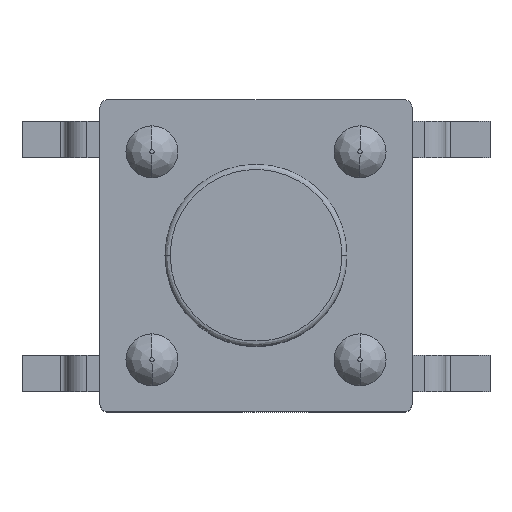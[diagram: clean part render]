
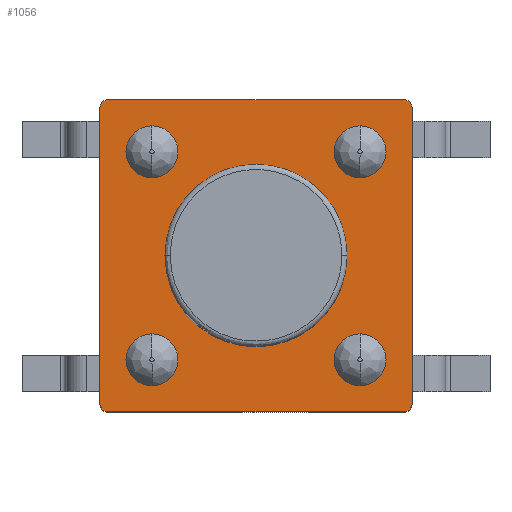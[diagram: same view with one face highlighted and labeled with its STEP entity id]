
A CAD part, top view. The second image highlights one B-rep face of the part: STEP entity #1056.
In plain terms, the highlighted planar face has unit normal (0, 0, 1).
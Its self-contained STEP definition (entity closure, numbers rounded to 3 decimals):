
#57 = EDGE_CURVE ( 'NONE', #4266, #2601, #4455, .T. ) ;
#68 = DIRECTION ( 'NONE',  ( 1., 0., 0. ) ) ;
#225 = EDGE_LOOP ( 'NONE', ( #953, #2731, #4017, #3291, #3438, #1361, #3728, #4797 ) ) ;
#268 = DIRECTION ( 'NONE',  ( 0., 0., 1. ) ) ;
#440 = EDGE_CURVE ( 'NONE', #2601, #1500, #2506, .T. ) ;
#470 = EDGE_CURVE ( 'NONE', #839, #4266, #1981, .T. ) ;
#506 = AXIS2_PLACEMENT_3D ( 'NONE', #3595, #3581, #3227 ) ;
#540 = CARTESIAN_POINT ( 'NONE',  ( -3., -2.85, 3.45 ) ) ;
#825 = CARTESIAN_POINT ( 'NONE',  ( -2.85, 3., 3.45 ) ) ;
#828 = AXIS2_PLACEMENT_3D ( 'NONE', #2877, #2525, #68 ) ;
#836 = LINE ( 'NONE', #1974, #2512 ) ;
#839 = VERTEX_POINT ( 'NONE', #1491 ) ;
#953 = ORIENTED_EDGE ( 'NONE', *, *, #57, .T. ) ;
#1056 = ADVANCED_FACE ( 'NONE', ( #1738 ), #1290, .T. ) ;
#1069 = CARTESIAN_POINT ( 'NONE',  ( -2.85, 2.85, 3.45 ) ) ;
#1184 = VERTEX_POINT ( 'NONE', #825 ) ;
#1249 = AXIS2_PLACEMENT_3D ( 'NONE', #1069, #2660, #3806 ) ;
#1280 = EDGE_CURVE ( 'NONE', #2439, #839, #3985, .T. ) ;
#1290 = PLANE ( 'NONE',  #828 ) ;
#1361 = ORIENTED_EDGE ( 'NONE', *, *, #2998, .T. ) ;
#1491 = CARTESIAN_POINT ( 'NONE',  ( 2.85, -3., 3.45 ) ) ;
#1500 = VERTEX_POINT ( 'NONE', #3384 ) ;
#1536 = EDGE_CURVE ( 'NONE', #1500, #1184, #836, .T. ) ;
#1588 = DIRECTION ( 'NONE',  ( -1., 0., 0. ) ) ;
#1597 = CARTESIAN_POINT ( 'NONE',  ( 3., 2.85, 3.45 ) ) ;
#1673 = VECTOR ( 'NONE', #3940, 1000. ) ;
#1700 = CARTESIAN_POINT ( 'NONE',  ( -2.85, -3., 3.45 ) ) ;
#1738 = FACE_OUTER_BOUND ( 'NONE', #225, .T. ) ;
#1771 = LINE ( 'NONE', #3202, #3785 ) ;
#1814 = AXIS2_PLACEMENT_3D ( 'NONE', #3196, #5204, #4784 ) ;
#1825 = VERTEX_POINT ( 'NONE', #540 ) ;
#1874 = CIRCLE ( 'NONE', #2565, 0.15 ) ;
#1974 = CARTESIAN_POINT ( 'NONE',  ( 0., 3., 3.45 ) ) ;
#1981 = CIRCLE ( 'NONE', #1814, 0.15 ) ;
#2137 = EDGE_CURVE ( 'NONE', #1184, #3171, #2510, .T. ) ;
#2439 = VERTEX_POINT ( 'NONE', #1700 ) ;
#2506 = CIRCLE ( 'NONE', #506, 0.15 ) ;
#2510 = CIRCLE ( 'NONE', #1249, 0.15 ) ;
#2512 = VECTOR ( 'NONE', #1588, 1000. ) ;
#2525 = DIRECTION ( 'NONE',  ( 0., 0., 1. ) ) ;
#2565 = AXIS2_PLACEMENT_3D ( 'NONE', #4722, #268, #4285 ) ;
#2601 = VERTEX_POINT ( 'NONE', #1597 ) ;
#2660 = DIRECTION ( 'NONE',  ( 0., 0., 1. ) ) ;
#2731 = ORIENTED_EDGE ( 'NONE', *, *, #440, .T. ) ;
#2877 = CARTESIAN_POINT ( 'NONE',  ( 0., 0., 3.45 ) ) ;
#2998 = EDGE_CURVE ( 'NONE', #1825, #2439, #1874, .T. ) ;
#3171 = VERTEX_POINT ( 'NONE', #4596 ) ;
#3196 = CARTESIAN_POINT ( 'NONE',  ( 2.85, -2.85, 3.45 ) ) ;
#3202 = CARTESIAN_POINT ( 'NONE',  ( -3., 0., 3.45 ) ) ;
#3227 = DIRECTION ( 'NONE',  ( 1., 0., 0. ) ) ;
#3291 = ORIENTED_EDGE ( 'NONE', *, *, #2137, .T. ) ;
#3384 = CARTESIAN_POINT ( 'NONE',  ( 2.85, 3., 3.45 ) ) ;
#3438 = ORIENTED_EDGE ( 'NONE', *, *, #3465, .T. ) ;
#3465 = EDGE_CURVE ( 'NONE', #3171, #1825, #1771, .T. ) ;
#3537 = DIRECTION ( 'NONE',  ( 0., -1., 0. ) ) ;
#3581 = DIRECTION ( 'NONE',  ( 0., 0., 1. ) ) ;
#3595 = CARTESIAN_POINT ( 'NONE',  ( 2.85, 2.85, 3.45 ) ) ;
#3658 = DIRECTION ( 'NONE',  ( 0., 1., 0. ) ) ;
#3728 = ORIENTED_EDGE ( 'NONE', *, *, #1280, .T. ) ;
#3785 = VECTOR ( 'NONE', #3537, 1000. ) ;
#3806 = DIRECTION ( 'NONE',  ( 1., 0., 0. ) ) ;
#3940 = DIRECTION ( 'NONE',  ( 1., 0., 0. ) ) ;
#3985 = LINE ( 'NONE', #4836, #1673 ) ;
#3995 = VECTOR ( 'NONE', #3658, 1000. ) ;
#4017 = ORIENTED_EDGE ( 'NONE', *, *, #1536, .T. ) ;
#4266 = VERTEX_POINT ( 'NONE', #5072 ) ;
#4285 = DIRECTION ( 'NONE',  ( 1., 0., 0. ) ) ;
#4418 = CARTESIAN_POINT ( 'NONE',  ( 3., 0., 3.45 ) ) ;
#4455 = LINE ( 'NONE', #4418, #3995 ) ;
#4596 = CARTESIAN_POINT ( 'NONE',  ( -3., 2.85, 3.45 ) ) ;
#4722 = CARTESIAN_POINT ( 'NONE',  ( -2.85, -2.85, 3.45 ) ) ;
#4784 = DIRECTION ( 'NONE',  ( 1., 0., 0. ) ) ;
#4797 = ORIENTED_EDGE ( 'NONE', *, *, #470, .T. ) ;
#4836 = CARTESIAN_POINT ( 'NONE',  ( 0., -3., 3.45 ) ) ;
#5072 = CARTESIAN_POINT ( 'NONE',  ( 3., -2.85, 3.45 ) ) ;
#5204 = DIRECTION ( 'NONE',  ( 0., 0., 1. ) ) ;
